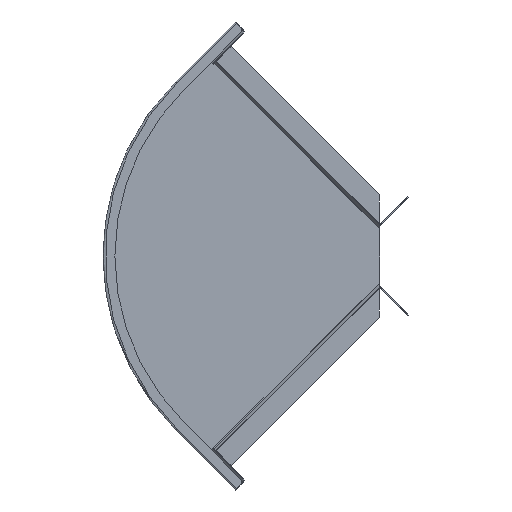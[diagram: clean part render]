
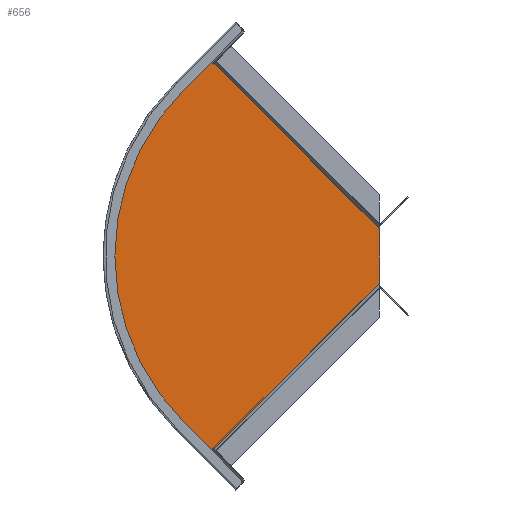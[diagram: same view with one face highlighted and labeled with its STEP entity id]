
A CAD part, front view. The second image highlights one B-rep face of the part: STEP entity #656.
In plain terms, the highlighted face is planar.
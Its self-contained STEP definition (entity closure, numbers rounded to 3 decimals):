
#123=DIRECTION('',(-0.383,0.924,0.));
#124=VECTOR('',#123,283.121);
#125=CARTESIAN_POINT('',(-119.72,-2.209,
0.));
#126=LINE('',#125,#124);
#127=DIRECTION('',(-0.383,0.924,0.));
#128=VECTOR('',#127,15.);
#129=CARTESIAN_POINT('',(-227.254,259.698,0.));
#130=LINE('',#129,#128);
#131=DIRECTION('',(0.924,0.383,0.));
#132=VECTOR('',#131,0.879);
#133=CARTESIAN_POINT('',(-228.066,259.361,
0.));
#134=LINE('',#133,#132);
#135=DIRECTION('',(-0.924,0.383,0.));
#136=VECTOR('',#135,66.125);
#137=CARTESIAN_POINT('',(-58.628,-27.514,
0.));
#138=LINE('',#137,#136);
#139=DIRECTION('',(-0.924,-0.383,0.));
#140=VECTOR('',#139,15.);
#141=CARTESIAN_POINT('',(216.464,87.384,0.));
#142=LINE('',#141,#140);
#143=DIRECTION('',(0.383,-0.924,0.));
#144=VECTOR('',#143,48.);
#145=CARTESIAN_POINT('',(198.095,131.73,0.));
#146=LINE('',#145,#144);
#147=CARTESIAN_POINT('',(-75.373,18.456,
0.));
#148=DIRECTION('',(0.,0.,-1.));
#149=DIRECTION('',(-0.383,0.924,0.));
#150=AXIS2_PLACEMENT_3D('',#147,#148,#149);
#156=DIRECTION('',(-0.924,-0.383,0.));
#157=VECTOR('',#156,48.);
#158=CARTESIAN_POINT('',(-188.648,291.924,
0.));
#159=LINE('',#158,#157);
#257=DIRECTION('',(-0.383,0.924,0.));
#258=VECTOR('',#257,0.868);
#259=CARTESIAN_POINT('',(202.942,80.832,0.));
#260=LINE('',#259,#258);
#291=DIRECTION('',(-0.924,-0.383,0.));
#292=VECTOR('',#291,283.121);
#293=CARTESIAN_POINT('',(202.942,80.832,0.));
#294=LINE('',#293,#292);
#298=CARTESIAN_POINT('',(-58.628,-27.514,
0.));
#383=CARTESIAN_POINT('',(202.942,80.832,0.));
#385=VERTEX_POINT('',#383);
#386=CARTESIAN_POINT('',(-232.994,273.556,
0.));
#388=VERTEX_POINT('',#386);
#391=VERTEX_POINT('',#298);
#413=CARTESIAN_POINT('',(-228.066,259.361,
0.));
#414=VERTEX_POINT('',#413);
#415=CARTESIAN_POINT('',(-227.254,259.698,0.));
#416=VERTEX_POINT('',#415);
#417=CARTESIAN_POINT('',(202.609,81.634,0.));
#418=VERTEX_POINT('',#417);
#421=CARTESIAN_POINT('',(198.095,131.73,0.));
#422=CARTESIAN_POINT('',(216.464,87.384,0.));
#423=VERTEX_POINT('',#421);
#424=VERTEX_POINT('',#422);
#425=CARTESIAN_POINT('',(-188.648,291.924,
0.));
#426=VERTEX_POINT('',#425);
#427=CARTESIAN_POINT('',(-119.72,-2.209,
0.));
#428=VERTEX_POINT('',#427);
#632=CARTESIAN_POINT('',(-58.628,-27.514,0.));
#633=DIRECTION('',(0.,0.,-1.));
#634=DIRECTION('',(0.924,0.383,0.));
#635=AXIS2_PLACEMENT_3D('',#632,#633,#634);
#636=PLANE('',#635);
#638=ORIENTED_EDGE('',*,*,#637,.F.);
#639=ORIENTED_EDGE('',*,*,#592,.F.);
#640=ORIENTED_EDGE('',*,*,#626,.F.);
#641=ORIENTED_EDGE('',*,*,#541,.F.);
#643=ORIENTED_EDGE('',*,*,#642,.F.);
#645=ORIENTED_EDGE('',*,*,#644,.T.);
#647=ORIENTED_EDGE('',*,*,#646,.F.);
#649=ORIENTED_EDGE('',*,*,#648,.F.);
#651=ORIENTED_EDGE('',*,*,#650,.F.);
#653=ORIENTED_EDGE('',*,*,#652,.T.);
#654=EDGE_LOOP('',(#638,#639,#640,#641,#643,#645,#647,#649,#651,#653));
#655=FACE_OUTER_BOUND('',#654,.F.);
#656=ADVANCED_FACE('',(#655),#636,.T.);
#151=CIRCLE('',#150,296.);
#541=EDGE_CURVE('',#391,#428,#138,.T.);
#592=EDGE_CURVE('',#414,#416,#134,.T.);
#626=EDGE_CURVE('',#428,#414,#126,.T.);
#637=EDGE_CURVE('',#416,#388,#130,.T.);
#642=EDGE_CURVE('',#385,#391,#294,.T.);
#644=EDGE_CURVE('',#385,#418,#260,.T.);
#646=EDGE_CURVE('',#424,#418,#142,.T.);
#648=EDGE_CURVE('',#423,#424,#146,.T.);
#650=EDGE_CURVE('',#426,#423,#151,.T.);
#652=EDGE_CURVE('',#426,#388,#159,.T.);
